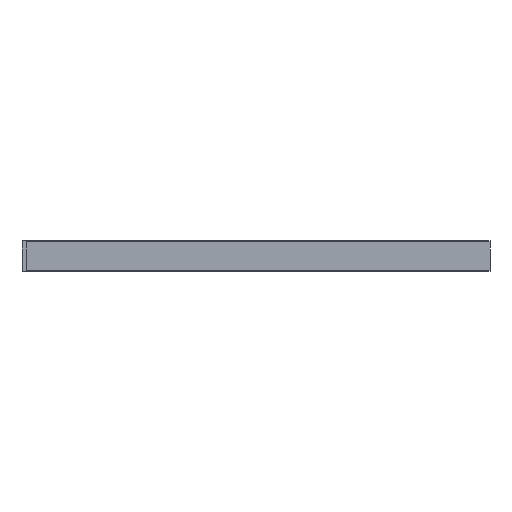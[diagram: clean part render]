
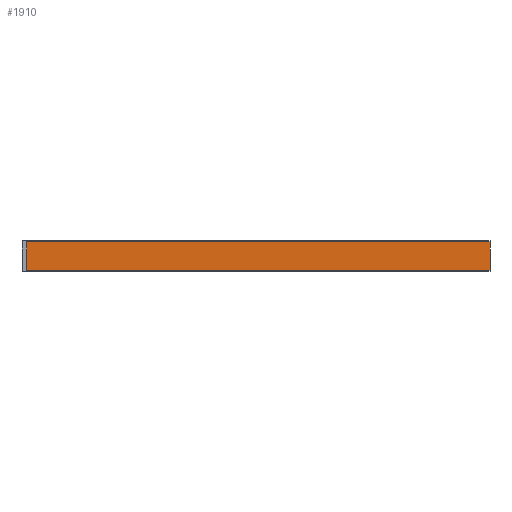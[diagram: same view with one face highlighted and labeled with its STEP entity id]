
A CAD part, top view. The second image highlights one B-rep face of the part: STEP entity #1910.
In plain terms, the highlighted planar face has unit normal (0, 0, 1).
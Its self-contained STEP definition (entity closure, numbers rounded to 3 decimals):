
#282=FACE_OUTER_BOUND('',#388,.T.);
#388=EDGE_LOOP('',(#1750,#1751,#1752,#1753));
#521=LINE('',#3122,#697);
#522=LINE('',#3125,#698);
#529=LINE('',#3167,#705);
#564=LINE('',#3291,#740);
#697=VECTOR('',#2533,1.);
#698=VECTOR('',#2536,1.);
#705=VECTOR('',#2581,1.);
#740=VECTOR('',#2710,1.);
#871=VERTEX_POINT('',#3089);
#876=VERTEX_POINT('',#3120);
#877=VERTEX_POINT('',#3124);
#884=VERTEX_POINT('',#3166);
#1119=EDGE_CURVE('',#876,#871,#521,.T.);
#1120=EDGE_CURVE('',#877,#871,#522,.T.);
#1137=EDGE_CURVE('',#884,#876,#529,.T.);
#1196=EDGE_CURVE('',#884,#877,#564,.T.);
#1750=ORIENTED_EDGE('',*,*,#1137,.F.);
#1751=ORIENTED_EDGE('',*,*,#1196,.T.);
#1752=ORIENTED_EDGE('',*,*,#1120,.T.);
#1753=ORIENTED_EDGE('',*,*,#1119,.F.);
#1804=PLANE('',#2120);
#1910=ADVANCED_FACE('',(#282),#1804,.T.);
#2120=AXIS2_PLACEMENT_3D('',#3293,#2712,#2713);
#2533=DIRECTION('',(0.,1.,0.));
#2536=DIRECTION('',(-1.,0.,0.));
#2581=DIRECTION('',(-1.,0.,0.));
#2710=DIRECTION('',(0.,1.,0.));
#2712=DIRECTION('center_axis',(0.,0.,1.));
#2713=DIRECTION('ref_axis',(1.,0.,0.));
#3089=CARTESIAN_POINT('',(161.647,95.454,-37.7));
#3120=CARTESIAN_POINT('',(161.647,-98.946,-37.7));
#3122=CARTESIAN_POINT('',(161.647,-1.746,-37.7));
#3124=CARTESIAN_POINT('',(3160.657,95.454,-37.7));
#3125=CARTESIAN_POINT('',(3160.657,95.454,-37.7));
#3166=CARTESIAN_POINT('',(3160.657,-98.946,-37.7));
#3167=CARTESIAN_POINT('',(161.652,-98.946,-37.7));
#3291=CARTESIAN_POINT('',(3160.657,-91.848,-37.7));
#3293=CARTESIAN_POINT('Origin',(3141.263,1.803,-37.7));
